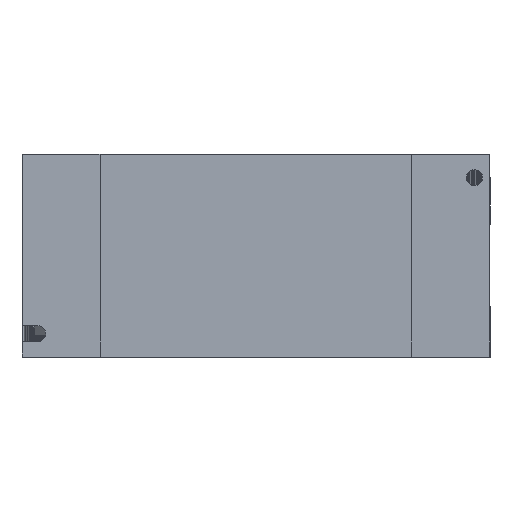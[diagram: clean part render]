
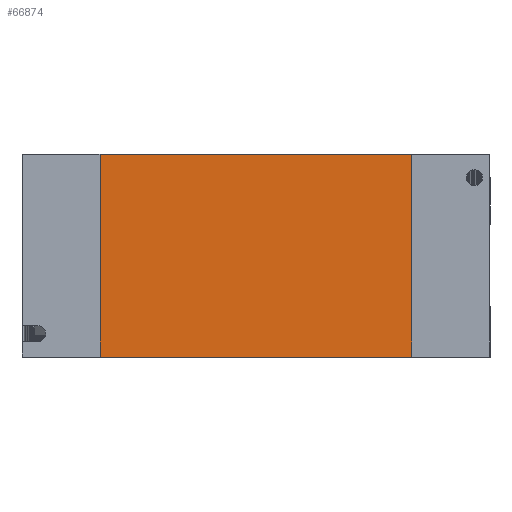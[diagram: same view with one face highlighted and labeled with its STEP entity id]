
A CAD part, top view. The second image highlights one B-rep face of the part: STEP entity #66874.
In plain terms, the highlighted planar face has unit normal (0, 0, 1).
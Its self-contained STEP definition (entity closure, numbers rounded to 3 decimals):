
#937 = VERTEX_POINT ( 'NONE', #71887 ) ;
#1788 = VERTEX_POINT ( 'NONE', #85352 ) ;
#4008 = DIRECTION ( 'NONE',  ( 0., 1., 0. ) ) ;
#4219 = LINE ( 'NONE', #98275, #22452 ) ;
#12478 = EDGE_LOOP ( 'NONE', ( #56939, #48126, #36898, #24339 ) ) ;
#19492 = FACE_OUTER_BOUND ( 'NONE', #12478, .T. ) ;
#20071 = VECTOR ( 'NONE', #37224, 1000. ) ;
#20540 = VECTOR ( 'NONE', #97827, 1000. ) ;
#22452 = VECTOR ( 'NONE', #60026, 1000. ) ;
#23784 = CARTESIAN_POINT ( 'NONE',  ( -32.877, 20.606, -0.2 ) ) ;
#24339 = ORIENTED_EDGE ( 'NONE', *, *, #50502, .T. ) ;
#27793 = VERTEX_POINT ( 'NONE', #42054 ) ;
#28755 = CARTESIAN_POINT ( 'NONE',  ( -32.877, -44.394, -0.2 ) ) ;
#36898 = ORIENTED_EDGE ( 'NONE', *, *, #58929, .F. ) ;
#37224 = DIRECTION ( 'NONE',  ( -1., 0., 0. ) ) ;
#40494 = LINE ( 'NONE', #52308, #20071 ) ;
#40967 = LINE ( 'NONE', #28755, #20540 ) ;
#41188 = CARTESIAN_POINT ( 'NONE',  ( -32.877, -44.394, -0.2 ) ) ;
#42054 = CARTESIAN_POINT ( 'NONE',  ( 67.123, -44.394, -0.2 ) ) ;
#48126 = ORIENTED_EDGE ( 'NONE', *, *, #57744, .F. ) ;
#48575 = PLANE ( 'NONE',  #59118 ) ;
#48916 = DIRECTION ( 'NONE',  ( -1., 0., 0. ) ) ;
#49220 = LINE ( 'NONE', #88496, #87596 ) ;
#50502 = EDGE_CURVE ( 'NONE', #27793, #937, #49220, .T. ) ;
#52308 = CARTESIAN_POINT ( 'NONE',  ( -32.877, -44.394, -0.2 ) ) ;
#56939 = ORIENTED_EDGE ( 'NONE', *, *, #58908, .T. ) ;
#57744 = EDGE_CURVE ( 'NONE', #1788, #74042, #40967, .T. ) ;
#58908 = EDGE_CURVE ( 'NONE', #937, #74042, #4219, .T. ) ;
#58929 = EDGE_CURVE ( 'NONE', #27793, #1788, #40494, .T. ) ;
#59118 = AXIS2_PLACEMENT_3D ( 'NONE', #41188, #94866, #48916 ) ;
#60026 = DIRECTION ( 'NONE',  ( -1., 0., 0. ) ) ;
#66874 = ADVANCED_FACE ( 'NONE', ( #19492 ), #48575, .F. ) ;
#71887 = CARTESIAN_POINT ( 'NONE',  ( 67.123, 20.606, -0.2 ) ) ;
#74042 = VERTEX_POINT ( 'NONE', #23784 ) ;
#85352 = CARTESIAN_POINT ( 'NONE',  ( -32.877, -44.394, -0.2 ) ) ;
#87596 = VECTOR ( 'NONE', #4008, 1000. ) ;
#88496 = CARTESIAN_POINT ( 'NONE',  ( 67.123, -44.394, -0.2 ) ) ;
#94866 = DIRECTION ( 'NONE',  ( 0., 0., -1. ) ) ;
#97827 = DIRECTION ( 'NONE',  ( 0., 1., 0. ) ) ;
#98275 = CARTESIAN_POINT ( 'NONE',  ( -32.877, 20.606, -0.2 ) ) ;
